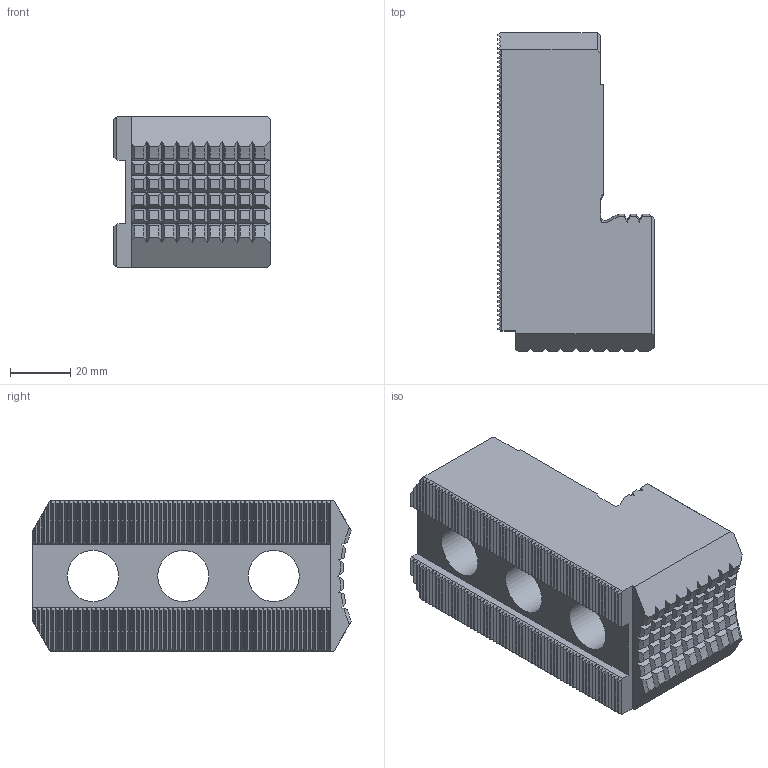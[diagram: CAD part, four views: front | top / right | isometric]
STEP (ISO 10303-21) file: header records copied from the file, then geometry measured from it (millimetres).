
FILE_DESCRIPTION (( 'STEP AP214' ), '1' );
FILE_NAME ('HB12N1-61P318709-4.STEP', '2025-09-03T10:24:35', ( '' ), ( '' ), 'SwSTEP 2.0', 'SolidWorks 2022', '' );
FILE_SCHEMA (( 'AUTOMOTIVE_DESIGN' ));
Length unit declared in the file: millimetre
Products named in the file (1): HB12N1-61P318709-4
Bounding box: 52 x 105.77 x 50 mm (x, y, z)
Volume: 157017.8 mm3; surface area: 32393.8 mm2
Topology: 1 solids, 1 shells, 826 faces, 2449 edges, 1625 vertices
Faces by surface type: plane 546, cylinder 224, cone 52, torus 4
Full cylindrical faces by diameter (mm): 17 x3, 25 x3
Entity records: 27576 total; most frequent: CARTESIAN_POINT 6716, ORIENTED_EDGE 4878, DIRECTION 3716, EDGE_CURVE 2439, VERTEX_POINT 1622, LINE 1620, VECTOR 1620, AXIS2_PLACEMENT_3D 1048
